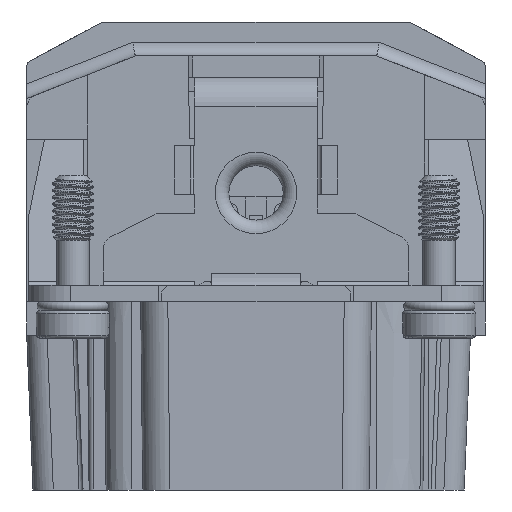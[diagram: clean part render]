
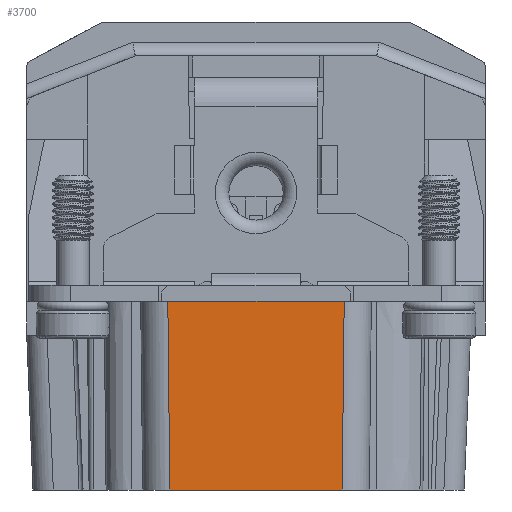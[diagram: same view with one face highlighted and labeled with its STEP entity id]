
A CAD part, left-side view. The second image highlights one B-rep face of the part: STEP entity #3700.
In plain terms, the highlighted planar face has unit normal (-1, 0, -0.011).
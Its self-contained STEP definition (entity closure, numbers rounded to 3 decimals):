
#3700=ADVANCED_FACE('',(#9360),#6849,.T.);
#6849=PLANE('',#65585);
#9360=FACE_OUTER_BOUND('',#12541,.T.);
#12541=EDGE_LOOP('',(#16934,#16935,#16936,#16937));
#16934=ORIENTED_EDGE('',*,*,#41705,.T.);
#16935=ORIENTED_EDGE('',*,*,#41044,.T.);
#16936=ORIENTED_EDGE('',*,*,#41706,.F.);
#16937=ORIENTED_EDGE('',*,*,#41707,.F.);
#34838=VERTEX_POINT('',#87294);
#34839=VERTEX_POINT('',#87296);
#35317=VERTEX_POINT('',#89046);
#35318=VERTEX_POINT('',#89048);
#41044=EDGE_CURVE('',#34839,#34838,#50467,.T.);
#41705=EDGE_CURVE('',#35317,#34839,#50848,.T.);
#41706=EDGE_CURVE('',#35318,#34838,#50849,.T.);
#41707=EDGE_CURVE('',#35317,#35318,#50850,.T.);
#50467=LINE('',#87295,#57831);
#50848=LINE('',#89045,#58212);
#50849=LINE('',#89047,#58213);
#50850=LINE('',#89049,#58214);
#57831=VECTOR('',#70107,1.);
#58212=VECTOR('',#71430,1.);
#58213=VECTOR('',#71431,1.);
#58214=VECTOR('',#71432,1.);
#65585=AXIS2_PLACEMENT_3D('',#89050,#71433,#71434);
#70107=DIRECTION('',(0.,1.,0.));
#71430=DIRECTION('',(-0.01,-0.01,1.));
#71431=DIRECTION('',(-0.01,0.01,1.));
#71432=DIRECTION('',(0.,1.,0.));
#71433=DIRECTION('',(-1.,0.,-0.01));
#71434=DIRECTION('',(0.01,0.,-1.));
#87294=CARTESIAN_POINT('',(-32.05,6.5,40.6));
#87295=CARTESIAN_POINT('',(-32.05,-0.675,40.6));
#87296=CARTESIAN_POINT('',(-32.05,-6.5,40.6));
#89045=CARTESIAN_POINT('',(-32.049,-6.499,40.539));
#89046=CARTESIAN_POINT('',(-31.904,-6.355,26.7));
#89047=CARTESIAN_POINT('',(-32.049,6.499,40.525));
#89048=CARTESIAN_POINT('',(-31.904,6.355,26.7));
#89049=CARTESIAN_POINT('',(-31.904,0.,26.7));
#89050=CARTESIAN_POINT('',(-32.05,-0.675,40.6));
